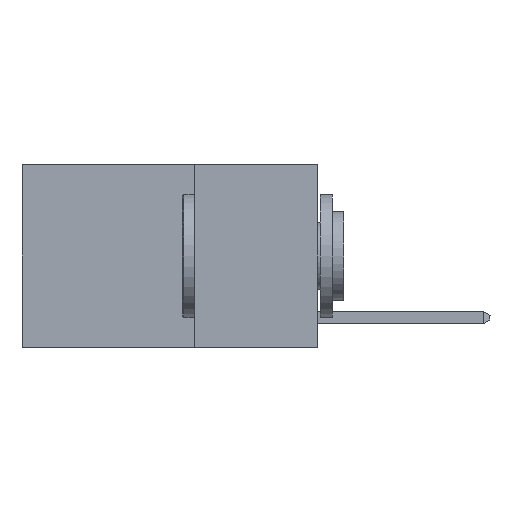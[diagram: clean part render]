
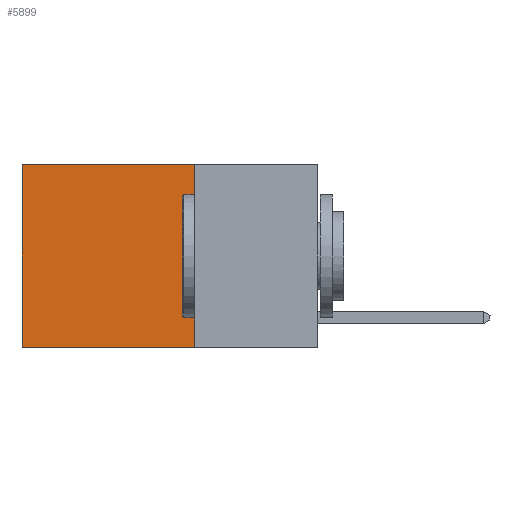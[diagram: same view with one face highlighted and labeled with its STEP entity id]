
A CAD part, left-side view. The second image highlights one B-rep face of the part: STEP entity #5899.
In plain terms, the highlighted planar face has unit normal (-1, 0, 0).
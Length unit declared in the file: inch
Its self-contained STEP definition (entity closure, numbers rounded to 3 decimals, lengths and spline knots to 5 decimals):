
#290 = AXIS2_PLACEMENT_3D ( 'NONE', #23016, #30175, #6549 ) ;
#390 = VERTEX_POINT ( 'NONE', #4792 ) ;
#921 = CARTESIAN_POINT ( 'NONE',  ( 0.2625, 0.6, -0.37 ) ) ;
#1180 = ORIENTED_EDGE ( 'NONE', *, *, #14466, .F. ) ;
#1656 = VECTOR ( 'NONE', #13492, 39.37008 ) ;
#3110 = CARTESIAN_POINT ( 'NONE',  ( 0.2625, 0.6, 0. ) ) ;
#3953 = DIRECTION ( 'NONE',  ( 0., 1., 0. ) ) ;
#4792 = CARTESIAN_POINT ( 'NONE',  ( 0.2625, 0.25, -0.37 ) ) ;
#4872 = CARTESIAN_POINT ( 'NONE',  ( 0.2625, 0.25, 0. ) ) ;
#5899 = ADVANCED_FACE ( 'NONE', ( #29000 ), #23861, .F. ) ;
#6549 = DIRECTION ( 'NONE',  ( 0., 0., -1. ) ) ;
#6703 = ORIENTED_EDGE ( 'NONE', *, *, #26254, .T. ) ;
#6948 = VECTOR ( 'NONE', #21368, 39.37008 ) ;
#7812 = EDGE_CURVE ( 'NONE', #26088, #8219, #12578, .T. ) ;
#8219 = VERTEX_POINT ( 'NONE', #3110 ) ;
#9127 = CARTESIAN_POINT ( 'NONE',  ( 0.2625, 0.25, -0.37 ) ) ;
#9128 = EDGE_LOOP ( 'NONE', ( #6703, #1180, #16388, #28103 ) ) ;
#10701 = VECTOR ( 'NONE', #12972, 39.37008 ) ;
#12578 = LINE ( 'NONE', #20647, #15898 ) ;
#12972 = DIRECTION ( 'NONE',  ( 0., 0., -1. ) ) ;
#13492 = DIRECTION ( 'NONE',  ( 0., 1., 0. ) ) ;
#13930 = CARTESIAN_POINT ( 'NONE',  ( 0.2625, 0.25, 0. ) ) ;
#14466 = EDGE_CURVE ( 'NONE', #390, #22229, #17913, .T. ) ;
#15898 = VECTOR ( 'NONE', #3953, 39.37008 ) ;
#16388 = ORIENTED_EDGE ( 'NONE', *, *, #30528, .F. ) ;
#17913 = LINE ( 'NONE', #9127, #1656 ) ;
#18846 = LINE ( 'NONE', #29865, #10701 ) ;
#19476 = LINE ( 'NONE', #4872, #6948 ) ;
#20647 = CARTESIAN_POINT ( 'NONE',  ( 0.2625, 0.25, 0. ) ) ;
#21368 = DIRECTION ( 'NONE',  ( 0., 0., -1. ) ) ;
#22229 = VERTEX_POINT ( 'NONE', #921 ) ;
#23016 = CARTESIAN_POINT ( 'NONE',  ( 0.2625, 0.25, 0. ) ) ;
#23861 = PLANE ( 'NONE',  #290 ) ;
#26088 = VERTEX_POINT ( 'NONE', #13930 ) ;
#26254 = EDGE_CURVE ( 'NONE', #8219, #22229, #18846, .T. ) ;
#28103 = ORIENTED_EDGE ( 'NONE', *, *, #7812, .T. ) ;
#29000 = FACE_OUTER_BOUND ( 'NONE', #9128, .T. ) ;
#29865 = CARTESIAN_POINT ( 'NONE',  ( 0.2625, 0.6, 0. ) ) ;
#30175 = DIRECTION ( 'NONE',  ( 1., 0., 0. ) ) ;
#30528 = EDGE_CURVE ( 'NONE', #26088, #390, #19476, .T. ) ;
